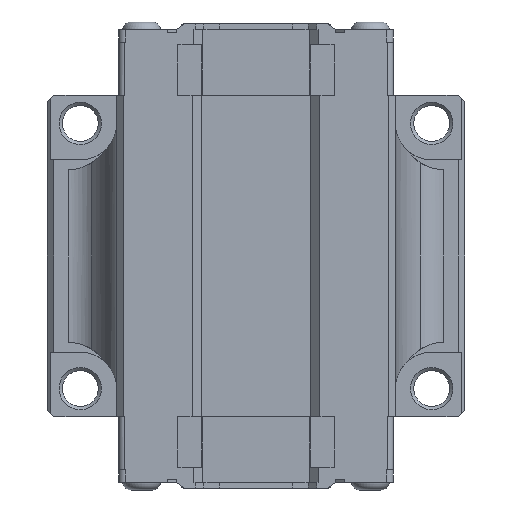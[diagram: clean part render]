
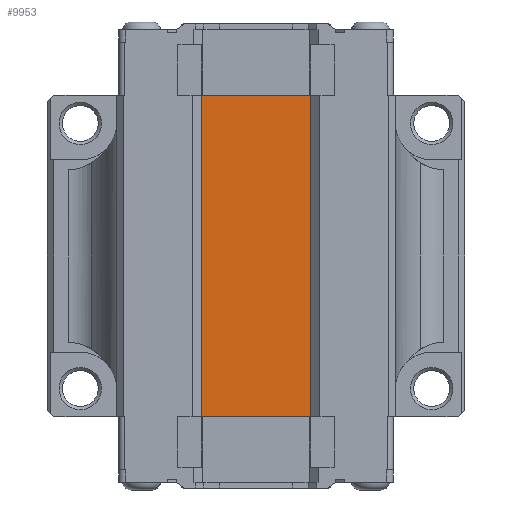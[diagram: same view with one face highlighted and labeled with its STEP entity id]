
A CAD part, front view. The second image highlights one B-rep face of the part: STEP entity #9953.
In plain terms, the highlighted planar face has unit normal (0, -1, 0).
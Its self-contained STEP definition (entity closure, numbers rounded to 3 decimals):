
#1283=FACE_OUTER_BOUND('',#1845,.T.);
#1845=EDGE_LOOP('',(#9051,#9052,#9053,#9054));
#2702=LINE('',#15979,#3750);
#2759=LINE('',#16143,#3807);
#2894=LINE('',#16600,#3942);
#2895=LINE('',#16602,#3943);
#3750=VECTOR('',#13123,10.);
#3807=VECTOR('',#13292,10.);
#3942=VECTOR('',#13631,10.);
#3943=VECTOR('',#13634,10.);
#4712=VERTEX_POINT('',#15976);
#4713=VERTEX_POINT('',#15978);
#4763=VERTEX_POINT('',#16140);
#4764=VERTEX_POINT('',#16142);
#6013=EDGE_CURVE('',#4712,#4713,#2702,.T.);
#6095=EDGE_CURVE('',#4763,#4764,#2759,.T.);
#6274=EDGE_CURVE('',#4712,#4764,#2894,.T.);
#6275=EDGE_CURVE('',#4713,#4763,#2895,.T.);
#9051=ORIENTED_EDGE('',*,*,#6274,.T.);
#9052=ORIENTED_EDGE('',*,*,#6095,.F.);
#9053=ORIENTED_EDGE('',*,*,#6275,.F.);
#9054=ORIENTED_EDGE('',*,*,#6013,.F.);
#9433=PLANE('',#10852);
#9953=ADVANCED_FACE('',(#1283),#9433,.T.);
#10852=AXIS2_PLACEMENT_3D('',#16601,#13632,#13633);
#13123=DIRECTION('',(-1.,0.,0.));
#13292=DIRECTION('',(1.,0.,0.));
#13631=DIRECTION('',(0.,0.,1.));
#13632=DIRECTION('center_axis',(0.,-1.,0.));
#13633=DIRECTION('ref_axis',(1.,0.,0.));
#13634=DIRECTION('',(0.,0.,1.));
#15976=CARTESIAN_POINT('',(8.175,-6.35,-24.25));
#15978=CARTESIAN_POINT('',(-8.175,-6.35,-24.25));
#15979=CARTESIAN_POINT('',(-8.175,-6.35,-24.25));
#16140=CARTESIAN_POINT('',(-8.175,-6.35,24.25));
#16142=CARTESIAN_POINT('',(8.175,-6.35,24.25));
#16143=CARTESIAN_POINT('',(-8.175,-6.35,24.25));
#16600=CARTESIAN_POINT('',(8.175,-6.35,0.));
#16601=CARTESIAN_POINT('Origin',(-8.175,-6.35,0.));
#16602=CARTESIAN_POINT('',(-8.175,-6.35,0.));
